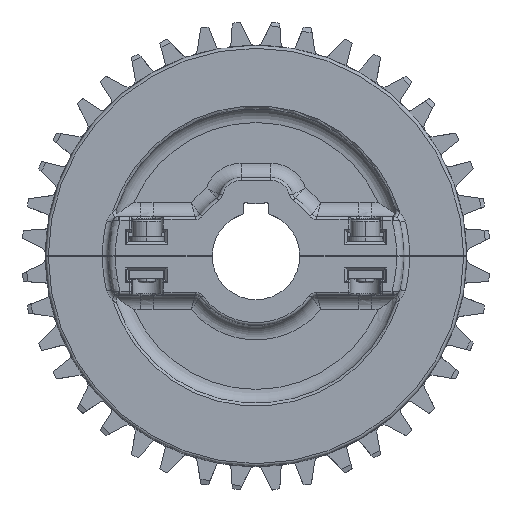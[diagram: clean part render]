
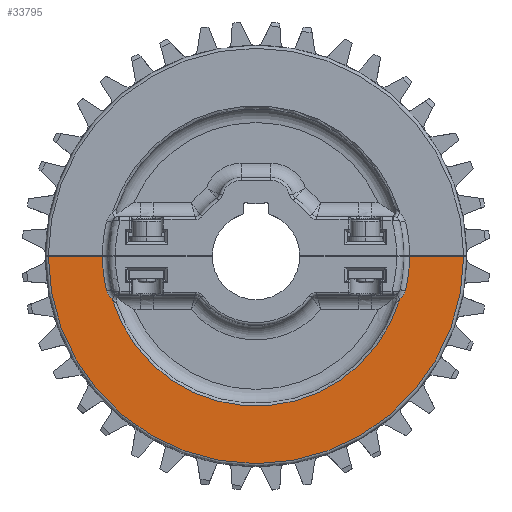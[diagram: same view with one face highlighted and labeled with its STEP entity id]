
A CAD part, top view. The second image highlights one B-rep face of the part: STEP entity #33795.
In plain terms, the highlighted planar face has unit normal (0, 0, 1).
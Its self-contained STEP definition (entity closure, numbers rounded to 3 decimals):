
#274 = CARTESIAN_POINT ( 'NONE',  ( -50.029, -14.913, 7.5 ) ) ;
#812 = VECTOR ( 'NONE', #6811, 1000. ) ;
#1715 = VERTEX_POINT ( 'NONE', #19996 ) ;
#2503 = ORIENTED_EDGE ( 'NONE', *, *, #25358, .T. ) ;
#3034 = CARTESIAN_POINT ( 'NONE',  ( 50.029, -14.913, 7.5 ) ) ;
#3819 = CIRCLE ( 'NONE', #11072, 4.5 ) ;
#4065 = DIRECTION ( 'NONE',  ( 0., 0., -1. ) ) ;
#4096 = ORIENTED_EDGE ( 'NONE', *, *, #21427, .T. ) ;
#4447 = CARTESIAN_POINT ( 'NONE',  ( 0., 0., 7.5 ) ) ;
#4753 = AXIS2_PLACEMENT_3D ( 'NONE', #22857, #4065, #13985 ) ;
#5495 = EDGE_CURVE ( 'NONE', #1715, #38274, #36969, .T. ) ;
#6811 = DIRECTION ( 'NONE',  ( 1., 0., 0. ) ) ;
#7313 = EDGE_CURVE ( 'NONE', #28993, #38274, #22667, .T. ) ;
#8547 = ORIENTED_EDGE ( 'NONE', *, *, #17180, .T. ) ;
#8649 = VERTEX_POINT ( 'NONE', #3034 ) ;
#8994 = AXIS2_PLACEMENT_3D ( 'NONE', #21593, #30622, #34118 ) ;
#10060 = CARTESIAN_POINT ( 'NONE',  ( 72.2, -0.125, 7.5 ) ) ;
#10085 = DIRECTION ( 'NONE',  ( 1., 0., 0. ) ) ;
#10839 = DIRECTION ( 'NONE',  ( 0., 0., 1. ) ) ;
#11072 = AXIS2_PLACEMENT_3D ( 'NONE', #39435, #20504, #18237 ) ;
#11142 = ORIENTED_EDGE ( 'NONE', *, *, #19675, .T. ) ;
#11477 = PLANE ( 'NONE',  #40505 ) ;
#11558 = ORIENTED_EDGE ( 'NONE', *, *, #5495, .F. ) ;
#12043 = EDGE_CURVE ( 'NONE', #8649, #34290, #30415, .T. ) ;
#13232 = VERTEX_POINT ( 'NONE', #16969 ) ;
#13291 = AXIS2_PLACEMENT_3D ( 'NONE', #13313, #35711, #20104 ) ;
#13313 = CARTESIAN_POINT ( 'NONE',  ( 0., 0., 7.5 ) ) ;
#13449 = CARTESIAN_POINT ( 'NONE',  ( 51.966, -12.16, 7.5 ) ) ;
#13985 = DIRECTION ( 'NONE',  ( 1., 0., 0. ) ) ;
#14915 = EDGE_LOOP ( 'NONE', ( #27546, #11142, #2503, #36164, #34873, #11558, #8547, #4096 ) ) ;
#15299 = DIRECTION ( 'NONE',  ( 1., 0., 0. ) ) ;
#16717 = CARTESIAN_POINT ( 'NONE',  ( -47.585, -11.135, 7.5 ) ) ;
#16969 = CARTESIAN_POINT ( 'NONE',  ( -51.966, -12.16, 7.5 ) ) ;
#17180 = EDGE_CURVE ( 'NONE', #1715, #32880, #34945, .T. ) ;
#17477 = DIRECTION ( 'NONE',  ( 1., 0., 0. ) ) ;
#18237 = DIRECTION ( 'NONE',  ( 1., 0., 0. ) ) ;
#18286 = CIRCLE ( 'NONE', #8994, 53.37 ) ;
#18778 = VERTEX_POINT ( 'NONE', #37501 ) ;
#19229 = CARTESIAN_POINT ( 'NONE',  ( 0., -0.125, 7.5 ) ) ;
#19383 = CARTESIAN_POINT ( 'NONE',  ( -72.2, -0.125, 7.5 ) ) ;
#19627 = DIRECTION ( 'NONE',  ( 1., 0., 0. ) ) ;
#19675 = EDGE_CURVE ( 'NONE', #34290, #13232, #30988, .T. ) ;
#19996 = CARTESIAN_POINT ( 'NONE',  ( 53.37, -0.125, 7.5 ) ) ;
#20104 = DIRECTION ( 'NONE',  ( 1., 0., 0. ) ) ;
#20504 = DIRECTION ( 'NONE',  ( 0., 0., -1. ) ) ;
#21427 = EDGE_CURVE ( 'NONE', #32880, #8649, #3819, .T. ) ;
#21593 = CARTESIAN_POINT ( 'NONE',  ( 0., 0., 7.5 ) ) ;
#22667 = CIRCLE ( 'NONE', #27901, 72.2 ) ;
#22857 = CARTESIAN_POINT ( 'NONE',  ( 0., 0., 7.5 ) ) ;
#24574 = CARTESIAN_POINT ( 'NONE',  ( 0., 0., 7.5 ) ) ;
#25358 = EDGE_CURVE ( 'NONE', #13232, #18778, #18286, .T. ) ;
#27546 = ORIENTED_EDGE ( 'NONE', *, *, #12043, .T. ) ;
#27901 = AXIS2_PLACEMENT_3D ( 'NONE', #24574, #33424, #15299 ) ;
#28628 = DIRECTION ( 'NONE',  ( 0., 0., -1. ) ) ;
#28993 = VERTEX_POINT ( 'NONE', #19383 ) ;
#29790 = FACE_OUTER_BOUND ( 'NONE', #14915, .T. ) ;
#30415 = CIRCLE ( 'NONE', #4753, 52.205 ) ;
#30622 = DIRECTION ( 'NONE',  ( 0., 0., -1. ) ) ;
#30988 = CIRCLE ( 'NONE', #34279, 4.5 ) ;
#31948 = CARTESIAN_POINT ( 'NONE',  ( 0., -0.125, 7.5 ) ) ;
#32880 = VERTEX_POINT ( 'NONE', #13449 ) ;
#33424 = DIRECTION ( 'NONE',  ( 0., 0., 1. ) ) ;
#33795 = ADVANCED_FACE ( 'NONE', ( #29790 ), #11477, .T. ) ;
#34118 = DIRECTION ( 'NONE',  ( 1., 0., 0. ) ) ;
#34279 = AXIS2_PLACEMENT_3D ( 'NONE', #16717, #28628, #10085 ) ;
#34290 = VERTEX_POINT ( 'NONE', #274 ) ;
#34873 = ORIENTED_EDGE ( 'NONE', *, *, #7313, .T. ) ;
#34945 = CIRCLE ( 'NONE', #13291, 53.37 ) ;
#35711 = DIRECTION ( 'NONE',  ( 0., 0., -1. ) ) ;
#36164 = ORIENTED_EDGE ( 'NONE', *, *, #37783, .F. ) ;
#36969 = LINE ( 'NONE', #19229, #812 ) ;
#37501 = CARTESIAN_POINT ( 'NONE',  ( -53.37, -0.125, 7.5 ) ) ;
#37783 = EDGE_CURVE ( 'NONE', #28993, #18778, #38546, .T. ) ;
#38274 = VERTEX_POINT ( 'NONE', #10060 ) ;
#38546 = LINE ( 'NONE', #31948, #40658 ) ;
#39435 = CARTESIAN_POINT ( 'NONE',  ( 47.585, -11.135, 7.5 ) ) ;
#40505 = AXIS2_PLACEMENT_3D ( 'NONE', #4447, #10839, #17477 ) ;
#40658 = VECTOR ( 'NONE', #19627, 1000. ) ;
